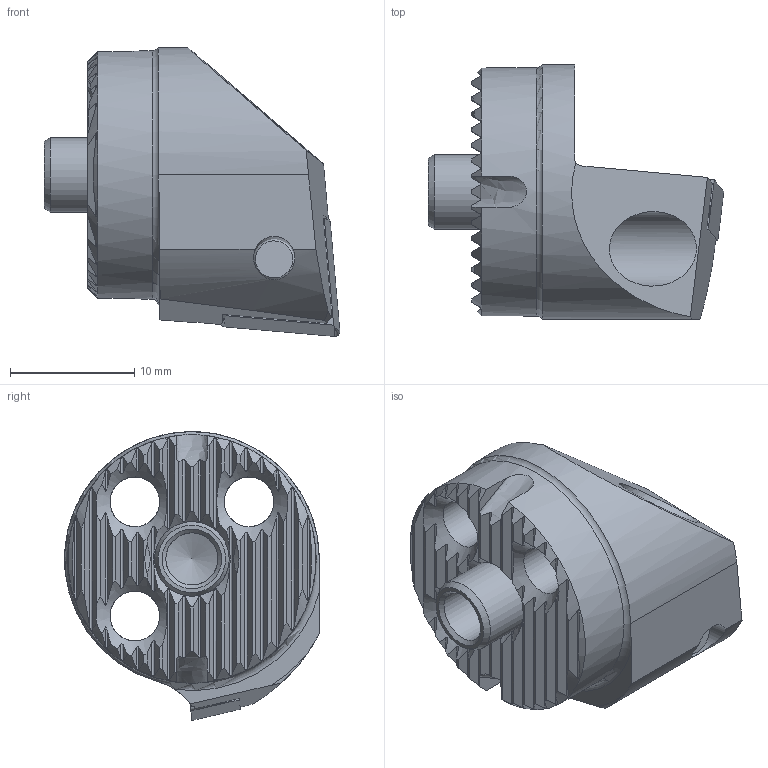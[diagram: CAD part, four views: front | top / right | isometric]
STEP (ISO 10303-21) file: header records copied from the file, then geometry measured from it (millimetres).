
FILE_DESCRIPTION (( 'STEP AP214' ), '1' );
FILE_NAME ('WK4.BCB.RLZ.020.STEP', '2021-03-24T14:24:56', ( '' ), ( '' ), 'SwSTEP 2.0', 'SolidWorks 2017', '' );
FILE_SCHEMA (( 'AUTOMOTIVE_DESIGN' ));
Length unit declared in the file: millimetre
Products named in the file (5): WK3-ER1.001.006_A_Fertigbearbeitung; WK4.BCB.RLZ.020; CCMT09T304; WK4-BCB.RLZ.020_A; WCB-ER2.001.009_A
Assembly tree (4 placements, depth 2):
  WK4.BCB.RLZ.020
    WK4-BCB.RLZ.020_A
    WK3-ER1.001.006_A_Fertigbearbeitung
    WCB-ER2.001.009_A
    CCMT09T304
Bounding box: 23.8 x 20.49 x 23.25 mm (x, y, z)
Volume: 3717.2 mm3; surface area: 3005.8 mm2
Topology: 4 solids, 4 shells, 254 faces, 713 edges, 458 vertices
Faces by surface type: plane 134, cylinder 65, cone 35, bspline 14, torus 5, sphere 1
Full cylindrical faces by diameter (mm): 3.3 x2, 4 x4, 4.2 x2, 4.4 x1, 5.25 x1, 5.98 x1, 6 x4, 6.1 x1, 20 x1
Entity records: 9184 total; most frequent: CARTESIAN_POINT 3253, ORIENTED_EDGE 1316, DIRECTION 978, EDGE_CURVE 658, VERTEX_POINT 445, AXIS2_PLACEMENT_3D 379, EDGE_LOOP 299, B_SPLINE_CURVE_WITH_KNOTS 290
